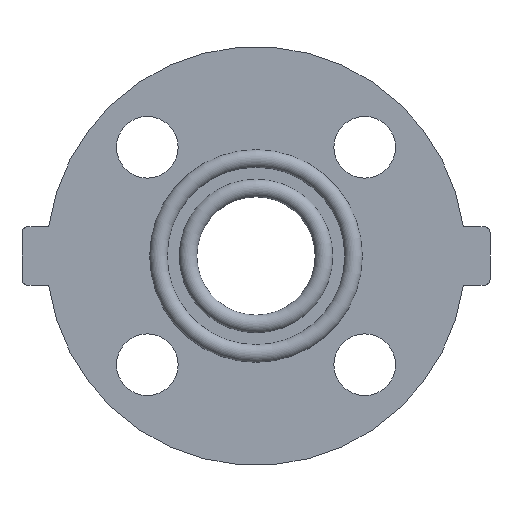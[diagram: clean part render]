
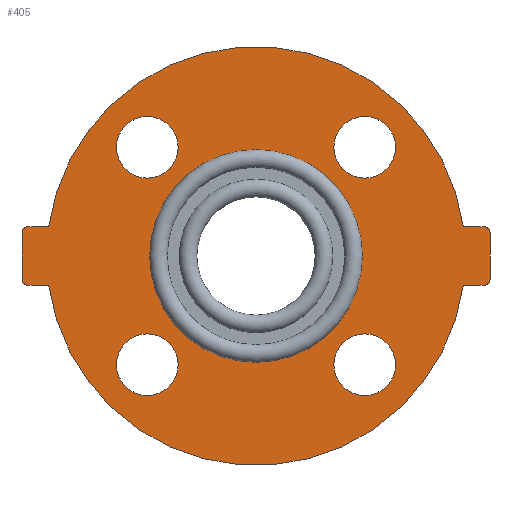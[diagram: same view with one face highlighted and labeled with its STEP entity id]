
A CAD part, left-side view. The second image highlights one B-rep face of the part: STEP entity #405.
In plain terms, the highlighted planar face has unit normal (-1, 0, 0).
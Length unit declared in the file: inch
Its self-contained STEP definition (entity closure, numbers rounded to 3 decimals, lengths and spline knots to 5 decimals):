
#19=FACE_BOUND('',#77,.T.);
#20=FACE_BOUND('',#78,.T.);
#21=FACE_BOUND('',#79,.T.);
#22=FACE_BOUND('',#80,.T.);
#23=FACE_BOUND('',#81,.T.);
#40=PLANE('',#440);
#51=FACE_OUTER_BOUND('',#76,.T.);
#76=EDGE_LOOP('',(#293,#294,#295,#296,#297,#298,#299,#300,#301,#302,#303,
#304));
#77=EDGE_LOOP('',(#305));
#78=EDGE_LOOP('',(#306));
#79=EDGE_LOOP('',(#307));
#80=EDGE_LOOP('',(#308));
#81=EDGE_LOOP('',(#309));
#123=LINE('',#634,#147);
#124=LINE('',#638,#148);
#125=LINE('',#642,#149);
#126=LINE('',#646,#150);
#127=LINE('',#650,#151);
#128=LINE('',#653,#152);
#147=VECTOR('',#502,0.3937);
#148=VECTOR('',#505,0.3937);
#149=VECTOR('',#508,0.3937);
#150=VECTOR('',#511,0.3937);
#151=VECTOR('',#514,0.3937);
#152=VECTOR('',#517,0.3937);
#169=CIRCLE('',#438,0.06);
#171=CIRCLE('',#441,0.06);
#172=CIRCLE('',#442,2.125);
#173=CIRCLE('',#443,0.06);
#174=CIRCLE('',#444,0.06);
#175=CIRCLE('',#445,2.125);
#176=CIRCLE('',#446,0.3125);
#177=CIRCLE('',#447,0.3125);
#178=CIRCLE('',#448,0.3125);
#179=CIRCLE('',#449,0.3125);
#180=CIRCLE('',#450,1.07882);
#197=VERTEX_POINT('',#624);
#198=VERTEX_POINT('',#625);
#201=VERTEX_POINT('',#633);
#202=VERTEX_POINT('',#635);
#203=VERTEX_POINT('',#637);
#204=VERTEX_POINT('',#639);
#205=VERTEX_POINT('',#641);
#206=VERTEX_POINT('',#643);
#207=VERTEX_POINT('',#645);
#208=VERTEX_POINT('',#647);
#209=VERTEX_POINT('',#649);
#210=VERTEX_POINT('',#651);
#211=VERTEX_POINT('',#654);
#212=VERTEX_POINT('',#656);
#213=VERTEX_POINT('',#658);
#214=VERTEX_POINT('',#660);
#215=VERTEX_POINT('',#662);
#237=EDGE_CURVE('',#197,#198,#169,.T.);
#241=EDGE_CURVE('',#201,#197,#123,.T.);
#242=EDGE_CURVE('',#202,#201,#171,.T.);
#243=EDGE_CURVE('',#203,#202,#124,.T.);
#244=EDGE_CURVE('',#204,#203,#172,.T.);
#245=EDGE_CURVE('',#205,#204,#125,.T.);
#246=EDGE_CURVE('',#206,#205,#173,.T.);
#247=EDGE_CURVE('',#207,#206,#126,.T.);
#248=EDGE_CURVE('',#208,#207,#174,.T.);
#249=EDGE_CURVE('',#209,#208,#127,.T.);
#250=EDGE_CURVE('',#210,#209,#175,.T.);
#251=EDGE_CURVE('',#198,#210,#128,.T.);
#252=EDGE_CURVE('',#211,#211,#176,.T.);
#253=EDGE_CURVE('',#212,#212,#177,.T.);
#254=EDGE_CURVE('',#213,#213,#178,.T.);
#255=EDGE_CURVE('',#214,#214,#179,.T.);
#256=EDGE_CURVE('',#215,#215,#180,.T.);
#293=ORIENTED_EDGE('',*,*,#237,.F.);
#294=ORIENTED_EDGE('',*,*,#241,.F.);
#295=ORIENTED_EDGE('',*,*,#242,.F.);
#296=ORIENTED_EDGE('',*,*,#243,.F.);
#297=ORIENTED_EDGE('',*,*,#244,.F.);
#298=ORIENTED_EDGE('',*,*,#245,.F.);
#299=ORIENTED_EDGE('',*,*,#246,.F.);
#300=ORIENTED_EDGE('',*,*,#247,.F.);
#301=ORIENTED_EDGE('',*,*,#248,.F.);
#302=ORIENTED_EDGE('',*,*,#249,.F.);
#303=ORIENTED_EDGE('',*,*,#250,.F.);
#304=ORIENTED_EDGE('',*,*,#251,.F.);
#305=ORIENTED_EDGE('',*,*,#252,.T.);
#306=ORIENTED_EDGE('',*,*,#253,.T.);
#307=ORIENTED_EDGE('',*,*,#254,.T.);
#308=ORIENTED_EDGE('',*,*,#255,.T.);
#309=ORIENTED_EDGE('',*,*,#256,.T.);
#405=ADVANCED_FACE('',(#51,#19,#20,#21,#22,#23),#40,.T.);
#438=AXIS2_PLACEMENT_3D('',#626,#494,#495);
#440=AXIS2_PLACEMENT_3D('',#632,#500,#501);
#441=AXIS2_PLACEMENT_3D('',#636,#503,#504);
#442=AXIS2_PLACEMENT_3D('',#640,#506,#507);
#443=AXIS2_PLACEMENT_3D('',#644,#509,#510);
#444=AXIS2_PLACEMENT_3D('',#648,#512,#513);
#445=AXIS2_PLACEMENT_3D('',#652,#515,#516);
#446=AXIS2_PLACEMENT_3D('',#655,#518,#519);
#447=AXIS2_PLACEMENT_3D('',#657,#520,#521);
#448=AXIS2_PLACEMENT_3D('',#659,#522,#523);
#449=AXIS2_PLACEMENT_3D('',#661,#524,#525);
#450=AXIS2_PLACEMENT_3D('',#663,#526,#527);
#494=DIRECTION('center_axis',(1.,0.,0.));
#495=DIRECTION('ref_axis',(0.,-0.707,-0.707));
#500=DIRECTION('center_axis',(-1.,0.,0.));
#501=DIRECTION('ref_axis',(0.,0.,1.));
#502=DIRECTION('',(0.,0.,-1.));
#503=DIRECTION('center_axis',(1.,0.,0.));
#504=DIRECTION('ref_axis',(0.,-0.707,0.707));
#505=DIRECTION('',(0.,-1.,0.));
#506=DIRECTION('center_axis',(1.,0.,0.));
#507=DIRECTION('ref_axis',(0.,1.,0.));
#508=DIRECTION('',(0.,-1.,0.));
#509=DIRECTION('center_axis',(1.,0.,0.));
#510=DIRECTION('ref_axis',(0.,0.707,0.707));
#511=DIRECTION('',(0.,0.,1.));
#512=DIRECTION('center_axis',(1.,0.,0.));
#513=DIRECTION('ref_axis',(0.,0.707,-0.707));
#514=DIRECTION('',(0.,1.,0.));
#515=DIRECTION('center_axis',(1.,0.,0.));
#516=DIRECTION('ref_axis',(0.,1.,0.));
#517=DIRECTION('',(0.,1.,0.));
#518=DIRECTION('center_axis',(1.,0.,0.));
#519=DIRECTION('ref_axis',(0.,0.,-1.));
#520=DIRECTION('center_axis',(1.,0.,0.));
#521=DIRECTION('ref_axis',(0.,0.,-1.));
#522=DIRECTION('center_axis',(1.,0.,0.));
#523=DIRECTION('ref_axis',(0.,0.,-1.));
#524=DIRECTION('center_axis',(1.,0.,0.));
#525=DIRECTION('ref_axis',(0.,0.,-1.));
#526=DIRECTION('center_axis',(1.,0.,0.));
#527=DIRECTION('ref_axis',(0.,1.,0.));
#624=CARTESIAN_POINT('',(-0.059,-2.375,-0.23688));
#625=CARTESIAN_POINT('',(-0.059,-2.315,-0.29688));
#626=CARTESIAN_POINT('Origin',(-0.059,-2.315,-0.23688));
#632=CARTESIAN_POINT('Origin',(-0.059,1.60191,0.));
#633=CARTESIAN_POINT('',(-0.059,-2.375,0.23688));
#634=CARTESIAN_POINT('',(-0.059,-2.375,0.14844));
#635=CARTESIAN_POINT('',(-0.059,-2.315,0.29688));
#636=CARTESIAN_POINT('Origin',(-0.059,-2.315,0.23688));
#637=CARTESIAN_POINT('',(-0.059,-2.10416,0.29688));
#638=CARTESIAN_POINT('',(-0.059,-1.05208,0.29688));
#639=CARTESIAN_POINT('',(-0.059,2.10416,0.29688));
#640=CARTESIAN_POINT('Origin',(-0.059,0.,0.));
#641=CARTESIAN_POINT('',(-0.059,2.315,0.29688));
#642=CARTESIAN_POINT('',(-0.059,1.1875,0.29688));
#643=CARTESIAN_POINT('',(-0.059,2.375,0.23688));
#644=CARTESIAN_POINT('Origin',(-0.059,2.315,0.23688));
#645=CARTESIAN_POINT('',(-0.059,2.375,-0.23688));
#646=CARTESIAN_POINT('',(-0.059,2.375,-0.14844));
#647=CARTESIAN_POINT('',(-0.059,2.315,-0.29688));
#648=CARTESIAN_POINT('Origin',(-0.059,2.315,-0.23688));
#649=CARTESIAN_POINT('',(-0.059,2.10416,-0.29688));
#650=CARTESIAN_POINT('',(-0.059,1.05208,-0.29688));
#651=CARTESIAN_POINT('',(-0.059,-2.10416,-0.29688));
#652=CARTESIAN_POINT('Origin',(-0.059,0.,0.));
#653=CARTESIAN_POINT('',(-0.059,-1.1875,-0.29688));
#654=CARTESIAN_POINT('',(-0.059,-1.10309,1.41559));
#655=CARTESIAN_POINT('Origin',(-0.059,-1.10309,1.10309));
#656=CARTESIAN_POINT('',(-0.059,-1.10309,-0.79059));
#657=CARTESIAN_POINT('Origin',(-0.059,-1.10309,-1.10309));
#658=CARTESIAN_POINT('',(-0.059,1.10309,-0.79059));
#659=CARTESIAN_POINT('Origin',(-0.059,1.10309,-1.10309));
#660=CARTESIAN_POINT('',(-0.059,1.10309,1.41559));
#661=CARTESIAN_POINT('Origin',(-0.059,1.10309,1.10309));
#662=CARTESIAN_POINT('',(-0.059,1.07882,0.));
#663=CARTESIAN_POINT('Origin',(-0.059,0.,0.));
